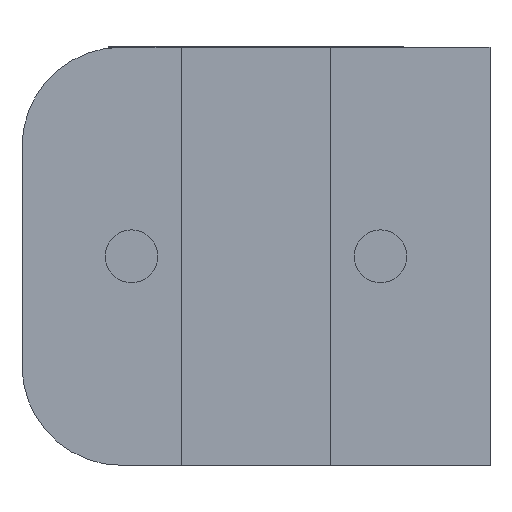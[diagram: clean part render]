
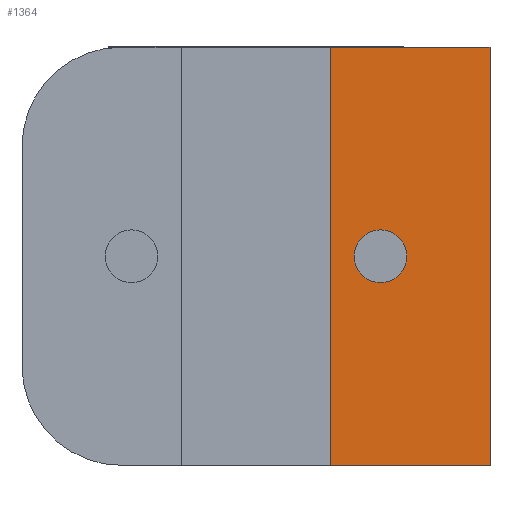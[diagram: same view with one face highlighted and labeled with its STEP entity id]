
A CAD part, front view. The second image highlights one B-rep face of the part: STEP entity #1364.
In plain terms, the highlighted planar face has unit normal (0, -1, 0).
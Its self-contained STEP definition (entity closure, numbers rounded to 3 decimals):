
#43 = ORIENTED_EDGE ( 'NONE', *, *, #3016, .F. ) ;
#135 = CARTESIAN_POINT ( 'NONE',  ( 3.865, 0., 2.1 ) ) ;
#157 = VECTOR ( 'NONE', #1069, 1000. ) ;
#180 = CARTESIAN_POINT ( 'NONE',  ( 3.1, 0., 4.2 ) ) ;
#221 = VERTEX_POINT ( 'NONE', #180 ) ;
#235 = VECTOR ( 'NONE', #1207, 1000. ) ;
#244 = CARTESIAN_POINT ( 'NONE',  ( 3.1, 0., 4.2 ) ) ;
#288 = DIRECTION ( 'NONE',  ( -1., 0., 0. ) ) ;
#294 = DIRECTION ( 'NONE',  ( -1., 0., 0. ) ) ;
#309 = LINE ( 'NONE', #1145, #2690 ) ;
#399 = EDGE_CURVE ( 'NONE', #221, #1271, #3402, .T. ) ;
#542 = AXIS2_PLACEMENT_3D ( 'NONE', #1884, #2172, #294 ) ;
#592 = FACE_BOUND ( 'NONE', #2347, .T. ) ;
#596 = ORIENTED_EDGE ( 'NONE', *, *, #614, .T. ) ;
#614 = EDGE_CURVE ( 'NONE', #1271, #969, #1739, .T. ) ;
#666 = LINE ( 'NONE', #1100, #157 ) ;
#913 = AXIS2_PLACEMENT_3D ( 'NONE', #2147, #2683, #288 ) ;
#936 = CIRCLE ( 'NONE', #3075, 0.265 ) ;
#969 = VERTEX_POINT ( 'NONE', #2776 ) ;
#1069 = DIRECTION ( 'NONE',  ( 0., 0., -1. ) ) ;
#1100 = CARTESIAN_POINT ( 'NONE',  ( 4.7, 0., 4.2 ) ) ;
#1145 = CARTESIAN_POINT ( 'NONE',  ( 4.7, 0., 4.2 ) ) ;
#1197 = CARTESIAN_POINT ( 'NONE',  ( 4.7, 0., 0. ) ) ;
#1207 = DIRECTION ( 'NONE',  ( 1., 0., 0. ) ) ;
#1271 = VERTEX_POINT ( 'NONE', #1275 ) ;
#1275 = CARTESIAN_POINT ( 'NONE',  ( 3.1, 0., 0. ) ) ;
#1284 = DIRECTION ( 'NONE',  ( 0., -1., 0. ) ) ;
#1328 = CARTESIAN_POINT ( 'NONE',  ( 4.7, 0., 4.2 ) ) ;
#1333 = EDGE_CURVE ( 'NONE', #2924, #969, #666, .T. ) ;
#1364 = ADVANCED_FACE ( 'NONE', ( #1575, #592 ), #3467, .F. ) ;
#1575 = FACE_OUTER_BOUND ( 'NONE', #2715, .T. ) ;
#1634 = ORIENTED_EDGE ( 'NONE', *, *, #1333, .F. ) ;
#1739 = LINE ( 'NONE', #1197, #235 ) ;
#1884 = CARTESIAN_POINT ( 'NONE',  ( 3.6, 0., 2.1 ) ) ;
#1905 = CARTESIAN_POINT ( 'NONE',  ( 3.335, 0., 2.1 ) ) ;
#1909 = DIRECTION ( 'NONE',  ( 1., 0., 0. ) ) ;
#1925 = VERTEX_POINT ( 'NONE', #1905 ) ;
#2147 = CARTESIAN_POINT ( 'NONE',  ( 4.7, 0., 4.2 ) ) ;
#2172 = DIRECTION ( 'NONE',  ( 0., -1., 0. ) ) ;
#2319 = DIRECTION ( 'NONE',  ( -1., 0., 0. ) ) ;
#2332 = CARTESIAN_POINT ( 'NONE',  ( 3.6, 0., 2.1 ) ) ;
#2347 = EDGE_LOOP ( 'NONE', ( #43, #3022 ) ) ;
#2381 = ORIENTED_EDGE ( 'NONE', *, *, #3460, .F. ) ;
#2511 = VERTEX_POINT ( 'NONE', #135 ) ;
#2683 = DIRECTION ( 'NONE',  ( 0., 1., 0. ) ) ;
#2690 = VECTOR ( 'NONE', #1909, 1000. ) ;
#2715 = EDGE_LOOP ( 'NONE', ( #596, #1634, #2381, #3015 ) ) ;
#2776 = CARTESIAN_POINT ( 'NONE',  ( 4.7, 0., 0. ) ) ;
#2924 = VERTEX_POINT ( 'NONE', #1328 ) ;
#2939 = DIRECTION ( 'NONE',  ( 0., 0., -1. ) ) ;
#3015 = ORIENTED_EDGE ( 'NONE', *, *, #399, .T. ) ;
#3016 = EDGE_CURVE ( 'NONE', #1925, #2511, #3140, .T. ) ;
#3022 = ORIENTED_EDGE ( 'NONE', *, *, #3241, .F. ) ;
#3075 = AXIS2_PLACEMENT_3D ( 'NONE', #2332, #1284, #2319 ) ;
#3140 = CIRCLE ( 'NONE', #542, 0.265 ) ;
#3203 = VECTOR ( 'NONE', #2939, 1000. ) ;
#3241 = EDGE_CURVE ( 'NONE', #2511, #1925, #936, .T. ) ;
#3402 = LINE ( 'NONE', #244, #3203 ) ;
#3460 = EDGE_CURVE ( 'NONE', #221, #2924, #309, .T. ) ;
#3467 = PLANE ( 'NONE',  #913 ) ;
